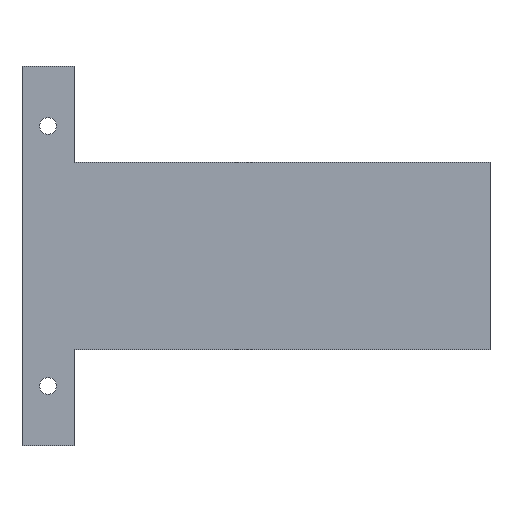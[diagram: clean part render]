
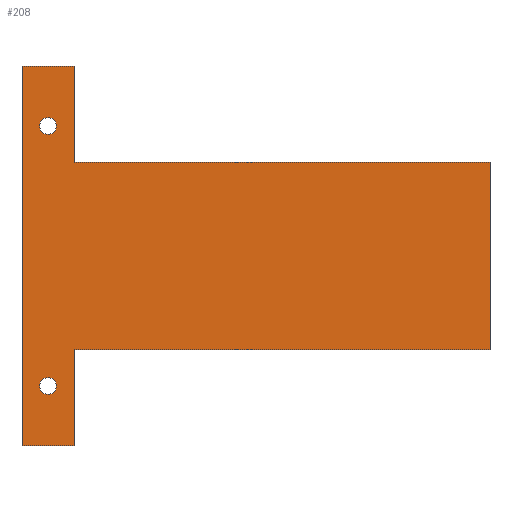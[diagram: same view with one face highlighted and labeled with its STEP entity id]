
A CAD part, top view. The second image highlights one B-rep face of the part: STEP entity #208.
In plain terms, the highlighted planar face has unit normal (0, 0, 1).
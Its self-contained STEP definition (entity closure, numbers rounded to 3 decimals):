
#42 = VERTEX_POINT('',#43);
#43 = CARTESIAN_POINT('',(37.5,-39.5,1.51));
#49 = EDGE_CURVE('',#42,#50,#52,.T.);
#50 = VERTEX_POINT('',#51);
#51 = CARTESIAN_POINT('',(117.5,-39.5,1.51));
#52 = LINE('',#53,#54);
#53 = CARTESIAN_POINT('',(37.5,-39.5,1.51));
#54 = VECTOR('',#55,1.);
#55 = DIRECTION('',(1.,0.,0.));
#82 = VERTEX_POINT('',#83);
#83 = CARTESIAN_POINT('',(37.5,-21.,1.51));
#89 = EDGE_CURVE('',#82,#42,#90,.T.);
#90 = LINE('',#91,#92);
#91 = CARTESIAN_POINT('',(37.5,-21.,1.51));
#92 = VECTOR('',#93,1.);
#93 = DIRECTION('',(0.,-1.,0.));
#111 = EDGE_CURVE('',#50,#112,#114,.T.);
#112 = VERTEX_POINT('',#113);
#113 = CARTESIAN_POINT('',(117.5,-75.5,1.51));
#114 = LINE('',#115,#116);
#115 = CARTESIAN_POINT('',(117.5,-39.5,1.51));
#116 = VECTOR('',#117,1.);
#117 = DIRECTION('',(0.,-1.,0.));
#208 = ADVANCED_FACE('',(#209,#252,#263),#274,.T.);
#209 = FACE_BOUND('',#210,.T.);
#210 = EDGE_LOOP('',(#211,#212,#213,#221,#229,#237,#245,#251));
#211 = ORIENTED_EDGE('',*,*,#49,.F.);
#212 = ORIENTED_EDGE('',*,*,#89,.F.);
#213 = ORIENTED_EDGE('',*,*,#214,.F.);
#214 = EDGE_CURVE('',#215,#82,#217,.T.);
#215 = VERTEX_POINT('',#216);
#216 = CARTESIAN_POINT('',(27.5,-21.,1.51));
#217 = LINE('',#218,#219);
#218 = CARTESIAN_POINT('',(27.5,-21.,1.51));
#219 = VECTOR('',#220,1.);
#220 = DIRECTION('',(1.,0.,0.));
#221 = ORIENTED_EDGE('',*,*,#222,.F.);
#222 = EDGE_CURVE('',#223,#215,#225,.T.);
#223 = VERTEX_POINT('',#224);
#224 = CARTESIAN_POINT('',(27.5,-94.,1.51));
#225 = LINE('',#226,#227);
#226 = CARTESIAN_POINT('',(27.5,-94.,1.51));
#227 = VECTOR('',#228,1.);
#228 = DIRECTION('',(0.,1.,0.));
#229 = ORIENTED_EDGE('',*,*,#230,.F.);
#230 = EDGE_CURVE('',#231,#223,#233,.T.);
#231 = VERTEX_POINT('',#232);
#232 = CARTESIAN_POINT('',(37.5,-94.,1.51));
#233 = LINE('',#234,#235);
#234 = CARTESIAN_POINT('',(37.5,-94.,1.51));
#235 = VECTOR('',#236,1.);
#236 = DIRECTION('',(-1.,0.,0.));
#237 = ORIENTED_EDGE('',*,*,#238,.F.);
#238 = EDGE_CURVE('',#239,#231,#241,.T.);
#239 = VERTEX_POINT('',#240);
#240 = CARTESIAN_POINT('',(37.5,-75.5,1.51));
#241 = LINE('',#242,#243);
#242 = CARTESIAN_POINT('',(37.5,-75.5,1.51));
#243 = VECTOR('',#244,1.);
#244 = DIRECTION('',(0.,-1.,0.));
#245 = ORIENTED_EDGE('',*,*,#246,.F.);
#246 = EDGE_CURVE('',#112,#239,#247,.T.);
#247 = LINE('',#248,#249);
#248 = CARTESIAN_POINT('',(117.5,-75.5,1.51));
#249 = VECTOR('',#250,1.);
#250 = DIRECTION('',(-1.,0.,0.));
#251 = ORIENTED_EDGE('',*,*,#111,.F.);
#252 = FACE_BOUND('',#253,.T.);
#253 = EDGE_LOOP('',(#254));
#254 = ORIENTED_EDGE('',*,*,#255,.T.);
#255 = EDGE_CURVE('',#256,#256,#258,.T.);
#256 = VERTEX_POINT('',#257);
#257 = CARTESIAN_POINT('',(32.5,-84.1,1.51));
#258 = CIRCLE('',#259,1.6);
#259 = AXIS2_PLACEMENT_3D('',#260,#261,#262);
#260 = CARTESIAN_POINT('',(32.5,-82.5,1.51));
#261 = DIRECTION('',(-0.,0.,-1.));
#262 = DIRECTION('',(-0.,-1.,0.));
#263 = FACE_BOUND('',#264,.T.);
#264 = EDGE_LOOP('',(#265));
#265 = ORIENTED_EDGE('',*,*,#266,.T.);
#266 = EDGE_CURVE('',#267,#267,#269,.T.);
#267 = VERTEX_POINT('',#268);
#268 = CARTESIAN_POINT('',(32.5,-34.1,1.51));
#269 = CIRCLE('',#270,1.6);
#270 = AXIS2_PLACEMENT_3D('',#271,#272,#273);
#271 = CARTESIAN_POINT('',(32.5,-32.5,1.51));
#272 = DIRECTION('',(-0.,0.,-1.));
#273 = DIRECTION('',(-0.,-1.,0.));
#274 = PLANE('',#275);
#275 = AXIS2_PLACEMENT_3D('',#276,#277,#278);
#276 = CARTESIAN_POINT('',(0.,0.,1.51));
#277 = DIRECTION('',(0.,0.,1.));
#278 = DIRECTION('',(1.,0.,-0.));
